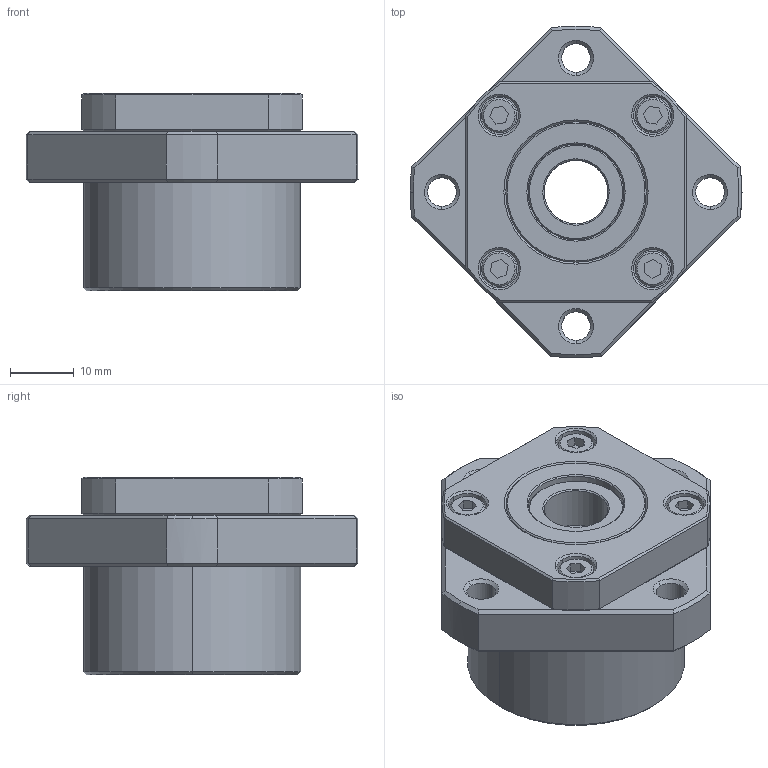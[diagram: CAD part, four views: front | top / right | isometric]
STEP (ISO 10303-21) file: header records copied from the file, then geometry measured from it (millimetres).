
FILE_DESCRIPTION (( 'STEP AP203' ), '1' );
FILE_NAME ('FK 10.STEP', '2014-10-24T07:10:33', ( 'star' ), ( '' ), 'SwSTEP 2.0', 'SolidWorks 2013', '' );
FILE_SCHEMA (( 'CONFIG_CONTROL_DESIGN' ));
Length unit declared in the file: millimetre
Products named in the file (7): FK 10; FK 10 BLOCK; #7000A(10X26X8); FK 10 OILSEAL; FK 10 COLLAR; FK 10 COVER; M3X5
Assembly tree (12 placements, depth 2):
  FK 10
    FK 10 BLOCK
    FK 10 COLLAR  x2
    M3X5  x4
    #7000A(10X26X8)  x2
    FK 10 OILSEAL  x2
    FK 10 COVER
Bounding box: 52 x 51.97 x 31 mm (x, y, z)
Volume: 28578.9 mm3; surface area: 20917.6 mm2
Topology: 12 solids, 12 shells, 481 faces, 1316 edges, 808 vertices
Faces by surface type: plane 145, cone 120, cylinder 107, bspline 85, torus 24
Entity records: 17245 total; most frequent: CARTESIAN_POINT 7907, ORIENTED_EDGE 1820, DIRECTION 1680, EDGE_CURVE 910, AXIS2_PLACEMENT_3D 651, VERTEX_POINT 584, EDGE_LOOP 410, VECTOR 378
